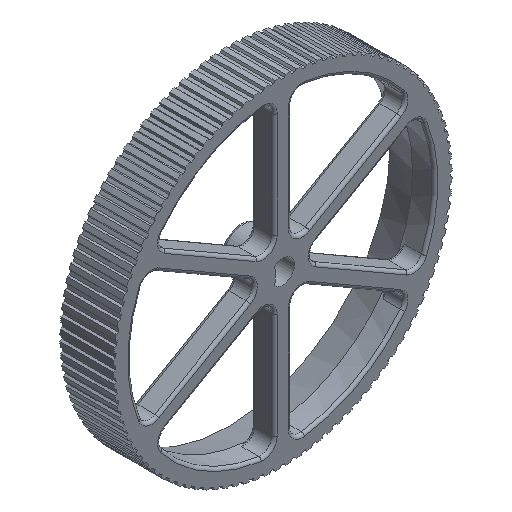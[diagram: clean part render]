
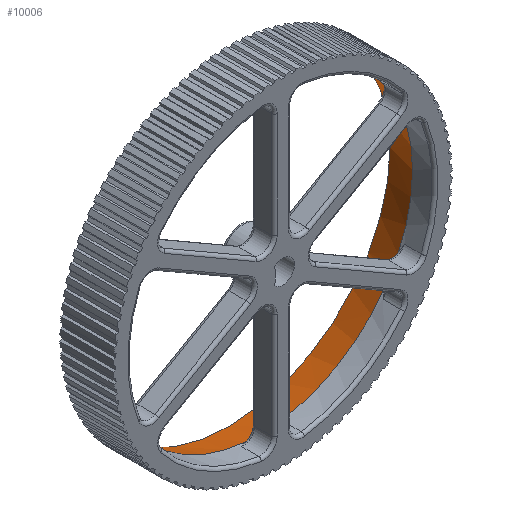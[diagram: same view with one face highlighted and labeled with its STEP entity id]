
A CAD part, isometric view. The second image highlights one B-rep face of the part: STEP entity #10006.
In plain terms, the highlighted conical face has half-angle 15.255 degrees and reference radius 27.75 mm.
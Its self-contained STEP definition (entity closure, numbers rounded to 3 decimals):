
#15=CONICAL_SURFACE('',#10911,27.75,0.266);
#1441=LINE('',#16788,#2529);
#2529=VECTOR('',#13765,27.75);
#3192=FACE_OUTER_BOUND('',#3714,.T.);
#3714=EDGE_LOOP('',(#9435,#9436,#9437,#9438,#9439,#9440,#9441,#9442,#9443,
#9444,#9445,#9446,#9447,#9448,#9449,#9450));
#3885=CIRCLE('',#10234,27.);
#3889=CIRCLE('',#10238,27.);
#3893=CIRCLE('',#10242,27.);
#3897=CIRCLE('',#10246,27.);
#3901=CIRCLE('',#10250,27.);
#3905=CIRCLE('',#10254,27.);
#3906=CIRCLE('',#10255,27.);
#3918=CIRCLE('',#10274,27.);
#3936=CIRCLE('',#10306,27.);
#4080=CIRCLE('',#10800,28.5);
#4081=CIRCLE('',#10903,27.);
#4082=CIRCLE('',#10905,27.);
#4083=CIRCLE('',#10907,27.);
#4084=CIRCLE('',#10909,27.);
#4553=VERTEX_POINT('',#14759);
#4559=VERTEX_POINT('',#14786);
#4561=VERTEX_POINT('',#14799);
#4566=VERTEX_POINT('',#14809);
#4567=VERTEX_POINT('',#14811);
#4572=VERTEX_POINT('',#14821);
#4573=VERTEX_POINT('',#14823);
#4578=VERTEX_POINT('',#14833);
#4579=VERTEX_POINT('',#14835);
#4584=VERTEX_POINT('',#14845);
#4585=VERTEX_POINT('',#14847);
#4590=VERTEX_POINT('',#14857);
#4591=VERTEX_POINT('',#14859);
#5040=VERTEX_POINT('',#16673);
#5549=EDGE_CURVE('',#4553,#4561,#3885,.T.);
#5555=EDGE_CURVE('',#4566,#4567,#3889,.T.);
#5561=EDGE_CURVE('',#4572,#4573,#3893,.T.);
#5567=EDGE_CURVE('',#4578,#4579,#3897,.T.);
#5573=EDGE_CURVE('',#4584,#4585,#3901,.T.);
#5579=EDGE_CURVE('',#4590,#4591,#3905,.T.);
#5580=EDGE_CURVE('',#4591,#4559,#3906,.T.);
#5596=EDGE_CURVE('',#4585,#4590,#3918,.T.);
#5624=EDGE_CURVE('',#4579,#4584,#3936,.T.);
#6503=EDGE_CURVE('',#5040,#5040,#4080,.T.);
#6506=EDGE_CURVE('',#4567,#4572,#4081,.T.);
#6507=EDGE_CURVE('',#4573,#4578,#4082,.T.);
#6508=EDGE_CURVE('',#4561,#4566,#4083,.T.);
#6509=EDGE_CURVE('',#4559,#4553,#4084,.T.);
#6510=EDGE_CURVE('',#5040,#4591,#1441,.T.);
#9435=ORIENTED_EDGE('',*,*,#6503,.T.);
#9436=ORIENTED_EDGE('',*,*,#6510,.T.);
#9437=ORIENTED_EDGE('',*,*,#5579,.F.);
#9438=ORIENTED_EDGE('',*,*,#5596,.F.);
#9439=ORIENTED_EDGE('',*,*,#5573,.F.);
#9440=ORIENTED_EDGE('',*,*,#5624,.F.);
#9441=ORIENTED_EDGE('',*,*,#5567,.F.);
#9442=ORIENTED_EDGE('',*,*,#6507,.F.);
#9443=ORIENTED_EDGE('',*,*,#5561,.F.);
#9444=ORIENTED_EDGE('',*,*,#6506,.F.);
#9445=ORIENTED_EDGE('',*,*,#5555,.F.);
#9446=ORIENTED_EDGE('',*,*,#6508,.F.);
#9447=ORIENTED_EDGE('',*,*,#5549,.F.);
#9448=ORIENTED_EDGE('',*,*,#6509,.F.);
#9449=ORIENTED_EDGE('',*,*,#5580,.F.);
#9450=ORIENTED_EDGE('',*,*,#6510,.F.);
#10006=ADVANCED_FACE('',(#3192),#15,.F.);
#10234=AXIS2_PLACEMENT_3D('',#14800,#11658,#11659);
#10238=AXIS2_PLACEMENT_3D('',#14812,#11668,#11669);
#10242=AXIS2_PLACEMENT_3D('',#14824,#11678,#11679);
#10246=AXIS2_PLACEMENT_3D('',#14836,#11688,#11689);
#10250=AXIS2_PLACEMENT_3D('',#14848,#11698,#11699);
#10254=AXIS2_PLACEMENT_3D('',#14860,#11708,#11709);
#10255=AXIS2_PLACEMENT_3D('',#14861,#11710,#11711);
#10274=AXIS2_PLACEMENT_3D('',#14899,#11751,#11752);
#10306=AXIS2_PLACEMENT_3D('',#14967,#11823,#11824);
#10800=AXIS2_PLACEMENT_3D('',#16674,#13539,#13540);
#10903=AXIS2_PLACEMENT_3D('',#16779,#13747,#13748);
#10905=AXIS2_PLACEMENT_3D('',#16781,#13751,#13752);
#10907=AXIS2_PLACEMENT_3D('',#16783,#13755,#13756);
#10909=AXIS2_PLACEMENT_3D('',#16785,#13759,#13760);
#10911=AXIS2_PLACEMENT_3D('',#16787,#13763,#13764);
#11658=DIRECTION('center_axis',(0.,1.,0.));
#11659=DIRECTION('ref_axis',(1.,0.,0.));
#11668=DIRECTION('center_axis',(0.,1.,0.));
#11669=DIRECTION('ref_axis',(1.,0.,0.));
#11678=DIRECTION('center_axis',(0.,1.,0.));
#11679=DIRECTION('ref_axis',(1.,0.,0.));
#11688=DIRECTION('center_axis',(0.,1.,0.));
#11689=DIRECTION('ref_axis',(1.,0.,0.));
#11698=DIRECTION('center_axis',(0.,1.,0.));
#11699=DIRECTION('ref_axis',(1.,0.,0.));
#11708=DIRECTION('center_axis',(0.,1.,0.));
#11709=DIRECTION('ref_axis',(1.,0.,0.));
#11710=DIRECTION('center_axis',(0.,1.,0.));
#11711=DIRECTION('ref_axis',(1.,0.,0.));
#11751=DIRECTION('center_axis',(0.,1.,0.));
#11752=DIRECTION('ref_axis',(1.,0.,0.));
#11823=DIRECTION('center_axis',(0.,1.,0.));
#11824=DIRECTION('ref_axis',(1.,0.,0.));
#13539=DIRECTION('center_axis',(0.,1.,0.));
#13540=DIRECTION('ref_axis',(1.,0.,0.));
#13747=DIRECTION('center_axis',(0.,1.,0.));
#13748=DIRECTION('ref_axis',(1.,0.,0.));
#13751=DIRECTION('center_axis',(0.,1.,0.));
#13752=DIRECTION('ref_axis',(1.,0.,0.));
#13755=DIRECTION('center_axis',(0.,1.,0.));
#13756=DIRECTION('ref_axis',(1.,0.,0.));
#13759=DIRECTION('center_axis',(0.,1.,0.));
#13760=DIRECTION('ref_axis',(1.,0.,0.));
#13763=DIRECTION('center_axis',(0.,1.,0.));
#13764=DIRECTION('ref_axis',(0.,0.,-1.));
#13765=DIRECTION('',(0.,-0.965,-0.263));
#14759=CARTESIAN_POINT('',(22.187,4.,15.386));
#14786=CARTESIAN_POINT('',(2.231,4.,26.908));
#14799=CARTESIAN_POINT('',(24.418,4.,11.522));
#14800=CARTESIAN_POINT('Origin',(0.,4.,0.));
#14809=CARTESIAN_POINT('',(24.418,4.,-11.522));
#14811=CARTESIAN_POINT('',(22.187,4.,-15.386));
#14812=CARTESIAN_POINT('Origin',(0.,4.,0.));
#14821=CARTESIAN_POINT('',(2.231,4.,-26.908));
#14823=CARTESIAN_POINT('',(-2.231,4.,-26.908));
#14824=CARTESIAN_POINT('Origin',(0.,4.,0.));
#14833=CARTESIAN_POINT('',(-22.187,4.,-15.386));
#14835=CARTESIAN_POINT('',(-24.418,4.,-11.522));
#14836=CARTESIAN_POINT('Origin',(0.,4.,0.));
#14845=CARTESIAN_POINT('',(-24.418,4.,11.522));
#14847=CARTESIAN_POINT('',(-22.187,4.,15.386));
#14848=CARTESIAN_POINT('Origin',(0.,4.,0.));
#14857=CARTESIAN_POINT('',(-2.231,4.,26.908));
#14859=CARTESIAN_POINT('',(0.,4.,27.));
#14860=CARTESIAN_POINT('Origin',(0.,4.,0.));
#14861=CARTESIAN_POINT('Origin',(0.,4.,0.));
#14899=CARTESIAN_POINT('Origin',(0.,4.,0.));
#14967=CARTESIAN_POINT('Origin',(0.,4.,0.));
#16673=CARTESIAN_POINT('',(0.,9.5,28.5));
#16674=CARTESIAN_POINT('Origin',(0.,9.5,0.));
#16779=CARTESIAN_POINT('Origin',(0.,4.,0.));
#16781=CARTESIAN_POINT('Origin',(0.,4.,0.));
#16783=CARTESIAN_POINT('Origin',(0.,4.,0.));
#16785=CARTESIAN_POINT('Origin',(0.,4.,0.));
#16787=CARTESIAN_POINT('Origin',(0.,6.75,0.));
#16788=CARTESIAN_POINT('',(0.,6.75,27.75));
